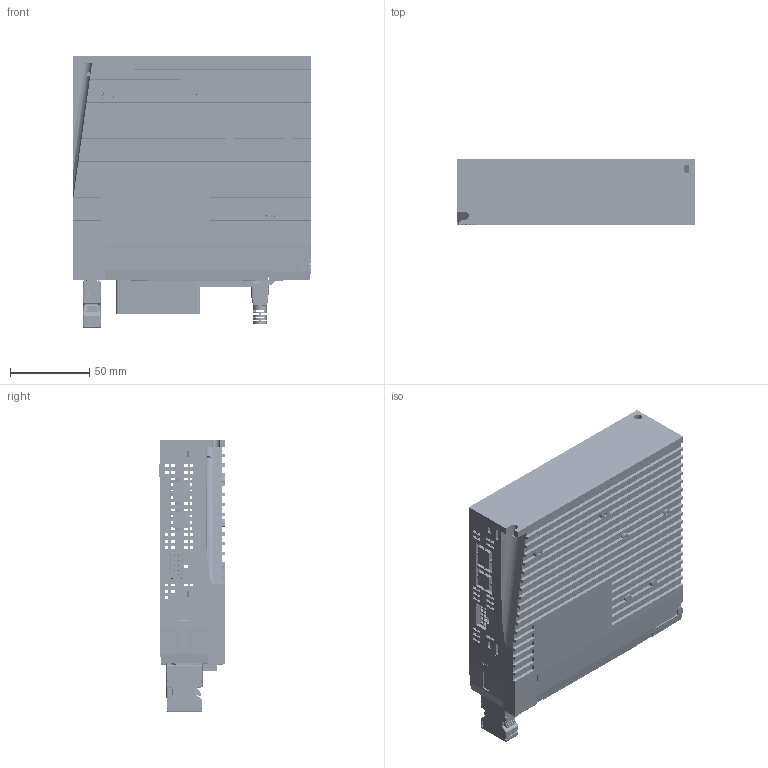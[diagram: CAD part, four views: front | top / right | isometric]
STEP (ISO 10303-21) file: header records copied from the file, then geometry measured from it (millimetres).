
FILE_DESCRIPTION((''),'2;1');
FILE_NAME('M56S-21A8RF','2023-08-15T13:54:48',('ms27526'),(''),'CREO PARAMETRIC BY PTC INC, 2018100','CREO PARAMETRIC BY PTC INC, 2018100','');
FILE_SCHEMA(('CONFIG_CONTROL_DESIGN'));
Products named in the file (1): M56S-21A8RF
Bounding box: 150.19 x 41.2 x 171.63 mm (x, y, z)
Volume: 201343.8 mm3; surface area: 244165.9 mm2
Topology: 14 solids, 50 shells, 8586 faces, 24316 edges, 15846 vertices
Faces by surface type: plane 5962, cylinder 2260, bspline 144, cone 121, torus 44, sphere 28, extrusion 27
Entity records: 284232 total; most frequent: CARTESIAN_POINT 58247, ORIENTED_EDGE 48101, DIRECTION 44696, EDGE_CURVE 24256, VECTOR 18744, LINE 18717, VERTEX_POINT 15846, AXIS2_PLACEMENT_3D 12976
